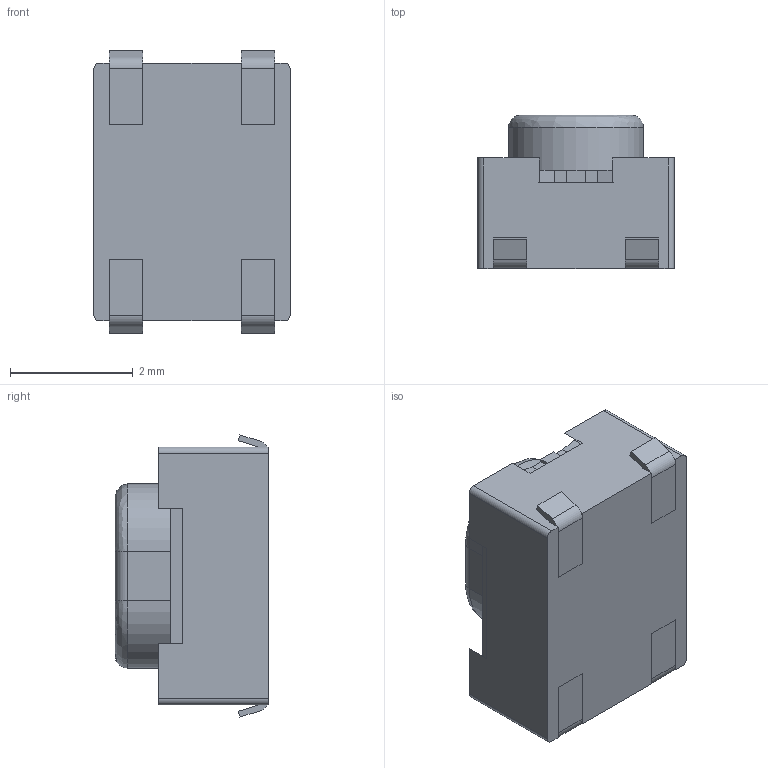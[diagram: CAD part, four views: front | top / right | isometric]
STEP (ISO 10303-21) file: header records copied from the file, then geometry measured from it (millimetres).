
FILE_DESCRIPTION (( 'STEP AP203' ), '1' );
FILE_NAME ('BUT-000003 Rev 01 (Interface Button).STEP', '2020-12-10T18:42:19', ( '' ), ( '' ), 'SwSTEP 2.0', 'SolidWorks 2020', '' );
FILE_SCHEMA (( 'CONFIG_CONTROL_DESIGN' ));
Length unit declared in the file: millimetre
Products named in the file (5): Stem; Terminal; BUT-000003 Rev 01 (Interface Button); Frame; Cover
Assembly tree (7 placements, depth 2):
  BUT-000003 Rev 01 (Interface Button)
    Frame
    Cover
    Stem
    Terminal  x4
Bounding box: 3.2 x 2.5 x 4.6 mm (x, y, z)
Volume: 28.3 mm3; surface area: 107 mm2
Topology: 7 solids, 7 shells, 145 faces, 382 edges, 253 vertices
Faces by surface type: plane 112, cylinder 30, bspline 3
Entity records: 4237 total; most frequent: CARTESIAN_POINT 694, ORIENTED_EDGE 620, DIRECTION 608, EDGE_CURVE 310, VECTOR 250, LINE 250, VERTEX_POINT 205, AXIS2_PLACEMENT_3D 179
